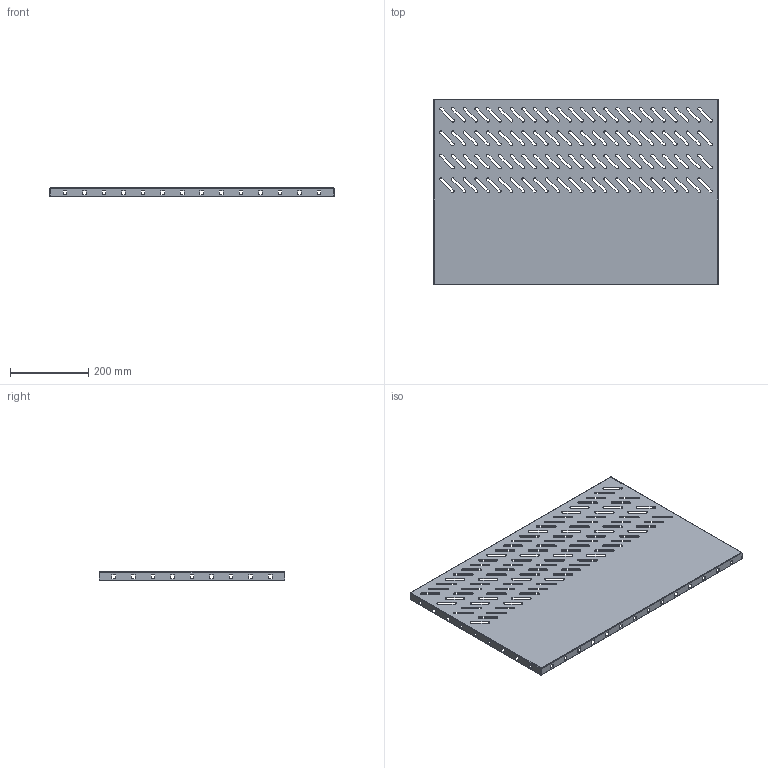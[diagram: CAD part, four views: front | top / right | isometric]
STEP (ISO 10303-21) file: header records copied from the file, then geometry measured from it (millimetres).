
FILE_DESCRIPTION (( 'STEP AP214' ), '1' );
FILE_NAME ('ÌÈ-2496.00.00.001 Ïåðåãîðîäêà ãîðèçîíòàëüíàÿ 800õ600.STEP', '2022-12-09T06:30:12', ( '' ), ( '' ), 'SwSTEP 2.0', 'SolidWorks 2021', '' );
FILE_SCHEMA (( 'AUTOMOTIVE_DESIGN' ));
Length unit declared in the file: millimetre
Products named in the file (1): ÌÈ-2496.00.00.001 Ïåðåãîðîäêà ãîðèçîíòàëüíàÿ 800õ600
Bounding box: 728 x 475 x 21 mm (x, y, z)
Volume: 356795 mm3; surface area: 727846 mm2
Topology: 1 solids, 1 shells, 682 faces, 2008 edges, 1328 vertices
Faces by surface type: plane 390, cylinder 284, bspline 8
Entity records: 23986 total; most frequent: CARTESIAN_POINT 4771, ORIENTED_EDGE 4016, DIRECTION 3882, EDGE_CURVE 2008, VECTOR 1428, LINE 1428, VERTEX_POINT 1328, AXIS2_PLACEMENT_3D 1227
